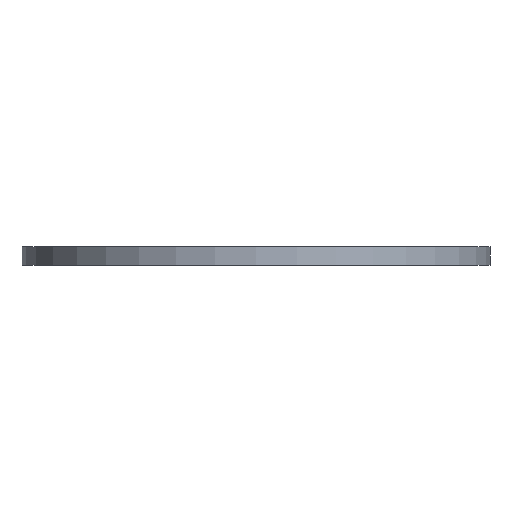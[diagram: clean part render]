
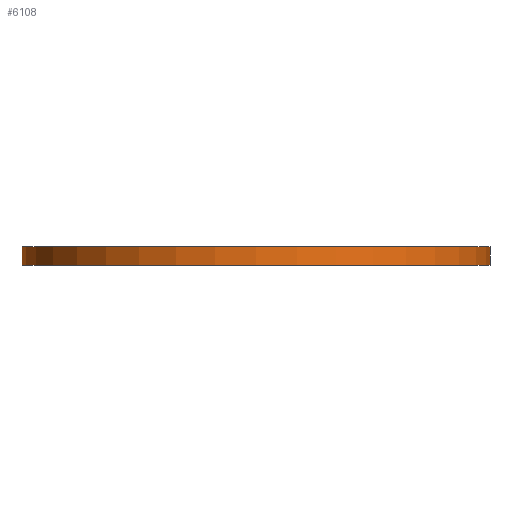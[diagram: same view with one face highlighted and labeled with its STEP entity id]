
A CAD part, front view. The second image highlights one B-rep face of the part: STEP entity #6108.
In plain terms, the highlighted cylindrical face has radius 125 mm (diameter 250 mm), a partial arc.
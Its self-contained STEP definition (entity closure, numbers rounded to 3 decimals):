
#21 = AXIS2_PLACEMENT_3D ( 'NONE', #5128, #1684, #5750 ) ;
#608 = EDGE_CURVE ( 'NONE', #2987, #6147, #1061, .T. ) ;
#1061 = LINE ( 'NONE', #7362, #6063 ) ;
#1300 = DIRECTION ( 'NONE',  ( 0., 0., 1. ) ) ;
#1684 = DIRECTION ( 'NONE',  ( 0., 0., 1. ) ) ;
#1789 = ORIENTED_EDGE ( 'NONE', *, *, #3108, .F. ) ;
#1891 = AXIS2_PLACEMENT_3D ( 'NONE', #5935, #1300, #5905 ) ;
#2390 = CARTESIAN_POINT ( 'NONE',  ( -125., 0., 0. ) ) ;
#2448 = DIRECTION ( 'NONE',  ( 0., 0., -1. ) ) ;
#2987 = VERTEX_POINT ( 'NONE', #6120 ) ;
#3108 = EDGE_CURVE ( 'NONE', #7234, #7436, #3722, .T. ) ;
#3709 = CIRCLE ( 'NONE', #21, 125. ) ;
#3722 = LINE ( 'NONE', #4201, #7066 ) ;
#4071 = DIRECTION ( 'NONE',  ( 0., 0., -1. ) ) ;
#4130 = EDGE_CURVE ( 'NONE', #6147, #7436, #3709, .T. ) ;
#4201 = CARTESIAN_POINT ( 'NONE',  ( 125., 0., 10. ) ) ;
#4501 = EDGE_LOOP ( 'NONE', ( #1789, #6839, #7849, #5749 ) ) ;
#4887 = DIRECTION ( 'NONE',  ( 0., 0., -1. ) ) ;
#4899 = CARTESIAN_POINT ( 'NONE',  ( 0., 0., 10. ) ) ;
#4987 = DIRECTION ( 'NONE',  ( -1., 0., 0. ) ) ;
#5128 = CARTESIAN_POINT ( 'NONE',  ( 0., 0., 0. ) ) ;
#5443 = AXIS2_PLACEMENT_3D ( 'NONE', #4899, #2448, #4987 ) ;
#5617 = CARTESIAN_POINT ( 'NONE',  ( 125., 0., 0. ) ) ;
#5732 = EDGE_CURVE ( 'NONE', #2987, #7234, #6706, .T. ) ;
#5749 = ORIENTED_EDGE ( 'NONE', *, *, #4130, .T. ) ;
#5750 = DIRECTION ( 'NONE',  ( 1., 0., 0. ) ) ;
#5905 = DIRECTION ( 'NONE',  ( 1., 0., 0. ) ) ;
#5935 = CARTESIAN_POINT ( 'NONE',  ( 0., 0., 10. ) ) ;
#6063 = VECTOR ( 'NONE', #4071, 1000. ) ;
#6108 = ADVANCED_FACE ( 'NONE', ( #6485 ), #7435, .T. ) ;
#6120 = CARTESIAN_POINT ( 'NONE',  ( -125., 0., 10. ) ) ;
#6147 = VERTEX_POINT ( 'NONE', #2390 ) ;
#6485 = FACE_OUTER_BOUND ( 'NONE', #4501, .T. ) ;
#6706 = CIRCLE ( 'NONE', #1891, 125. ) ;
#6839 = ORIENTED_EDGE ( 'NONE', *, *, #5732, .F. ) ;
#7066 = VECTOR ( 'NONE', #4887, 1000. ) ;
#7234 = VERTEX_POINT ( 'NONE', #7856 ) ;
#7362 = CARTESIAN_POINT ( 'NONE',  ( -125., 0., 10. ) ) ;
#7435 = CYLINDRICAL_SURFACE ( 'NONE', #5443, 125. ) ;
#7436 = VERTEX_POINT ( 'NONE', #5617 ) ;
#7849 = ORIENTED_EDGE ( 'NONE', *, *, #608, .T. ) ;
#7856 = CARTESIAN_POINT ( 'NONE',  ( 125., 0., 10. ) ) ;
